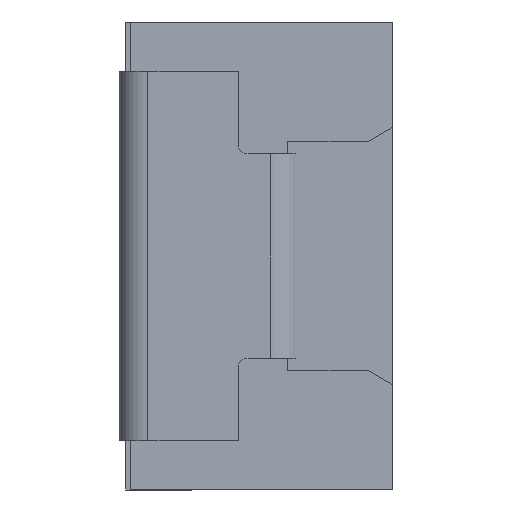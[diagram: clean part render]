
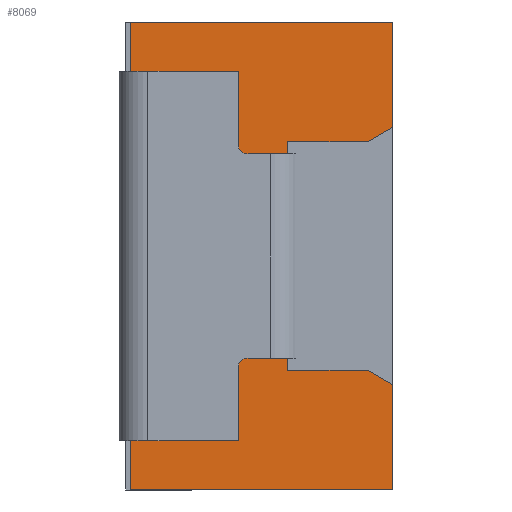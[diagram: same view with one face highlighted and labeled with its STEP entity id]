
A CAD part, left-side view. The second image highlights one B-rep face of the part: STEP entity #8069.
In plain terms, the highlighted planar face has unit normal (-1, 0, 0).
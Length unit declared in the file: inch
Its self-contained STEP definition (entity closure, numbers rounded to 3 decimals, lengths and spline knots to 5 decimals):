
#144 = ORIENTED_EDGE ( 'NONE', *, *, #3816, .F. ) ;
#247 = ORIENTED_EDGE ( 'NONE', *, *, #4633, .T. ) ;
#319 = LINE ( 'NONE', #5345, #9215 ) ;
#350 = EDGE_CURVE ( 'NONE', #4531, #7140, #10898, .T. ) ;
#365 = CARTESIAN_POINT ( 'NONE',  ( -0.2165, 0.062, 0.067 ) ) ;
#432 = ORIENTED_EDGE ( 'NONE', *, *, #3371, .F. ) ;
#633 = CARTESIAN_POINT ( 'NONE',  ( -0.2165, 0., 0.07566 ) ) ;
#744 = VECTOR ( 'NONE', #1492, 39.37008 ) ;
#804 = CARTESIAN_POINT ( 'NONE',  ( -0.2165, 0.015, -0.067 ) ) ;
#882 = VECTOR ( 'NONE', #10091, 39.37008 ) ;
#921 = ORIENTED_EDGE ( 'NONE', *, *, #6304, .F. ) ;
#979 = ORIENTED_EDGE ( 'NONE', *, *, #6906, .F. ) ;
#1399 = VERTEX_POINT ( 'NONE', #2492 ) ;
#1434 = VERTEX_POINT ( 'NONE', #3432 ) ;
#1492 = DIRECTION ( 'NONE',  ( 0., 0., -1. ) ) ;
#1734 = VECTOR ( 'NONE', #10716, 39.37008 ) ;
#1736 = LINE ( 'NONE', #804, #10476 ) ;
#1939 = PLANE ( 'NONE',  #9775 ) ;
#1979 = EDGE_CURVE ( 'NONE', #8214, #7467, #9973, .T. ) ;
#2005 = DIRECTION ( 'NONE',  ( 0., 1., 0. ) ) ;
#2173 = LINE ( 'NONE', #8037, #1734 ) ;
#2226 = DIRECTION ( 'NONE',  ( 0., 0., 1. ) ) ;
#2264 = VERTEX_POINT ( 'NONE', #7250 ) ;
#2445 = DIRECTION ( 'NONE',  ( 0., 0., 1. ) ) ;
#2492 = CARTESIAN_POINT ( 'NONE',  ( -0.2165, 0.154, -0.1375 ) ) ;
#2836 = DIRECTION ( 'NONE',  ( 1., 0., 0. ) ) ;
#3049 = CARTESIAN_POINT ( 'NONE',  ( -0.2165, 0., 0.1375 ) ) ;
#3077 = EDGE_CURVE ( 'NONE', #5789, #1434, #5294, .T. ) ;
#3368 = CARTESIAN_POINT ( 'NONE',  ( -0.2165, 0.154, 0.1375 ) ) ;
#3371 = EDGE_CURVE ( 'NONE', #1399, #4531, #2173, .T. ) ;
#3432 = CARTESIAN_POINT ( 'NONE',  ( -0.2165, 0.062, 0.067 ) ) ;
#3434 = DIRECTION ( 'NONE',  ( 0., 0.866, -0.5 ) ) ;
#3492 = VECTOR ( 'NONE', #3434, 39.37008 ) ;
#3816 = EDGE_CURVE ( 'NONE', #9173, #5789, #6739, .T. ) ;
#3849 = DIRECTION ( 'NONE',  ( 0., -0.866, -0.5 ) ) ;
#3886 = LINE ( 'NONE', #3049, #5570 ) ;
#4172 = VECTOR ( 'NONE', #2445, 39.37008 ) ;
#4531 = VERTEX_POINT ( 'NONE', #10034 ) ;
#4633 = EDGE_CURVE ( 'NONE', #1399, #5790, #319, .T. ) ;
#5187 = CARTESIAN_POINT ( 'NONE',  ( -0.2165, 0.015, 0.067 ) ) ;
#5227 = CARTESIAN_POINT ( 'NONE',  ( -0.2165, 0., 0.1375 ) ) ;
#5294 = LINE ( 'NONE', #365, #7199 ) ;
#5345 = CARTESIAN_POINT ( 'NONE',  ( -0.2165, 0.154, -0.1375 ) ) ;
#5512 = CARTESIAN_POINT ( 'NONE',  ( -0.2165, 0., -0.07566 ) ) ;
#5570 = VECTOR ( 'NONE', #2226, 39.37008 ) ;
#5766 = LINE ( 'NONE', #6572, #744 ) ;
#5789 = VERTEX_POINT ( 'NONE', #5187 ) ;
#5790 = VERTEX_POINT ( 'NONE', #8536 ) ;
#5988 = CARTESIAN_POINT ( 'NONE',  ( -0.2165, 0., -0.07566 ) ) ;
#6138 = ORIENTED_EDGE ( 'NONE', *, *, #3077, .F. ) ;
#6149 = ORIENTED_EDGE ( 'NONE', *, *, #7270, .T. ) ;
#6192 = FACE_OUTER_BOUND ( 'NONE', #9162, .T. ) ;
#6304 = EDGE_CURVE ( 'NONE', #1434, #2264, #5766, .T. ) ;
#6310 = CARTESIAN_POINT ( 'NONE',  ( -0.2165, 0.154, 0.1375 ) ) ;
#6565 = ORIENTED_EDGE ( 'NONE', *, *, #8142, .T. ) ;
#6572 = CARTESIAN_POINT ( 'NONE',  ( -0.2165, 0.062, -0.067 ) ) ;
#6573 = LINE ( 'NONE', #9949, #4172 ) ;
#6686 = CARTESIAN_POINT ( 'NONE',  ( -0.2165, 0.015, 0.067 ) ) ;
#6739 = LINE ( 'NONE', #6686, #3492 ) ;
#6756 = DIRECTION ( 'NONE',  ( 0., -1., 0. ) ) ;
#6906 = EDGE_CURVE ( 'NONE', #2264, #8214, #1736, .T. ) ;
#7140 = VERTEX_POINT ( 'NONE', #5227 ) ;
#7199 = VECTOR ( 'NONE', #2005, 39.37008 ) ;
#7250 = CARTESIAN_POINT ( 'NONE',  ( -0.2165, 0.062, -0.067 ) ) ;
#7265 = ORIENTED_EDGE ( 'NONE', *, *, #350, .F. ) ;
#7270 = EDGE_CURVE ( 'NONE', #5790, #7467, #6573, .T. ) ;
#7467 = VERTEX_POINT ( 'NONE', #5988 ) ;
#7536 = VECTOR ( 'NONE', #3849, 39.37008 ) ;
#8037 = CARTESIAN_POINT ( 'NONE',  ( -0.2165, 0.154, 0.1375 ) ) ;
#8062 = ORIENTED_EDGE ( 'NONE', *, *, #1979, .F. ) ;
#8069 = ADVANCED_FACE ( 'NONE', ( #6192 ), #1939, .F. ) ;
#8142 = EDGE_CURVE ( 'NONE', #9173, #7140, #3886, .T. ) ;
#8214 = VERTEX_POINT ( 'NONE', #8410 ) ;
#8410 = CARTESIAN_POINT ( 'NONE',  ( -0.2165, 0.015, -0.067 ) ) ;
#8536 = CARTESIAN_POINT ( 'NONE',  ( -0.2165, 0., -0.1375 ) ) ;
#8682 = DIRECTION ( 'NONE',  ( 0., 0., -1. ) ) ;
#9162 = EDGE_LOOP ( 'NONE', ( #6149, #8062, #979, #921, #6138, #144, #6565, #7265, #432, #247 ) ) ;
#9173 = VERTEX_POINT ( 'NONE', #633 ) ;
#9215 = VECTOR ( 'NONE', #10246, 39.37008 ) ;
#9775 = AXIS2_PLACEMENT_3D ( 'NONE', #6310, #2836, #8682 ) ;
#9949 = CARTESIAN_POINT ( 'NONE',  ( -0.2165, 0., 0.1375 ) ) ;
#9973 = LINE ( 'NONE', #5512, #7536 ) ;
#10034 = CARTESIAN_POINT ( 'NONE',  ( -0.2165, 0.154, 0.1375 ) ) ;
#10091 = DIRECTION ( 'NONE',  ( 0., -1., 0. ) ) ;
#10246 = DIRECTION ( 'NONE',  ( 0., -1., 0. ) ) ;
#10476 = VECTOR ( 'NONE', #6756, 39.37008 ) ;
#10716 = DIRECTION ( 'NONE',  ( 0., 0., 1. ) ) ;
#10898 = LINE ( 'NONE', #3368, #882 ) ;
